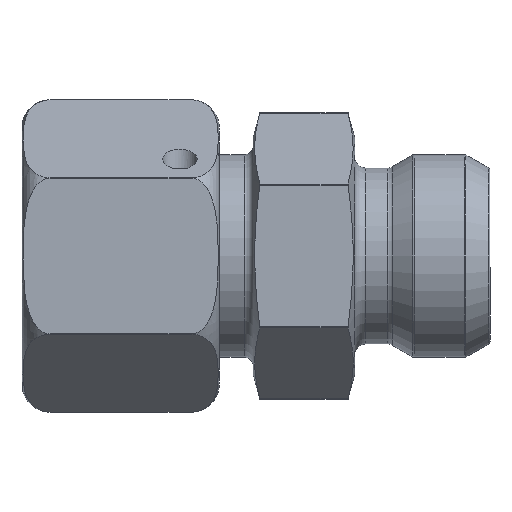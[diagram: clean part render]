
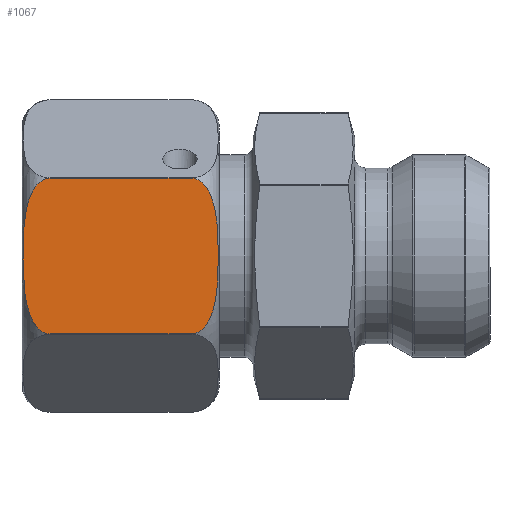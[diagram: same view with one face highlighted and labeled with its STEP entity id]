
A CAD part, front view. The second image highlights one B-rep face of the part: STEP entity #1067.
In plain terms, the highlighted planar face has unit normal (0, -1, 0).
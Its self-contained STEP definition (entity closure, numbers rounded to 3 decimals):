
#803=PLANE('',#5444);
#1067=ADVANCED_FACE('',(#1326),#803,.F.);
#1326=FACE_OUTER_BOUND('',#1664,.T.);
#1664=EDGE_LOOP('',(#2734,#2735,#2736,#2737));
#2095=B_SPLINE_CURVE_WITH_KNOTS('',3,(#8027,#8028,#8029,#8030,#8031,#8032,
#8033,#8034,#8035,#8036,#8037,#8038,#8039,#8040),.UNSPECIFIED.,.F.,.F.,
(4,2,2,2,2,2,4),(0.,0.125,0.25,0.5,0.75,0.875,1.),.UNSPECIFIED.);
#2101=B_SPLINE_CURVE_WITH_KNOTS('',3,(#8166,#8167,#8168,#8169,#8170,#8171,
#8172,#8173,#8174,#8175,#8176,#8177,#8178,#8179),.UNSPECIFIED.,.F.,.F.,
(4,2,2,2,2,2,4),(0.,0.125,0.25,0.5,0.75,0.875,1.),.UNSPECIFIED.);
#2734=ORIENTED_EDGE('',*,*,#4458,.T.);
#2735=ORIENTED_EDGE('',*,*,#4443,.T.);
#2736=ORIENTED_EDGE('',*,*,#4455,.T.);
#2737=ORIENTED_EDGE('',*,*,#4473,.T.);
#3950=VERTEX_POINT('',#8041);
#3951=VERTEX_POINT('',#8042);
#3962=VERTEX_POINT('',#8131);
#3964=VERTEX_POINT('',#8137);
#4443=EDGE_CURVE('',#3950,#3951,#2095,.T.);
#4455=EDGE_CURVE('',#3951,#3962,#4887,.T.);
#4458=EDGE_CURVE('',#3964,#3950,#4889,.T.);
#4473=EDGE_CURVE('',#3962,#3964,#2101,.T.);
#4887=LINE('',#8130,#5098);
#4889=LINE('',#8136,#5100);
#5098=VECTOR('',#5863,1.);
#5100=VECTOR('',#5869,1.);
#5444=AXIS2_PLACEMENT_3D('',#8304,#5948,#5949);
#5863=DIRECTION('',(1.,0.,0.));
#5869=DIRECTION('',(-1.,0.,0.));
#5948=DIRECTION('',(0.,1.,0.));
#5949=DIRECTION('',(0.,0.,1.));
#8027=CARTESIAN_POINT('',(2.5,-12.,6.911));
#8028=CARTESIAN_POINT('',(1.83,-12.,6.911));
#8029=CARTESIAN_POINT('',(1.29,-12.,6.364));
#8030=CARTESIAN_POINT('',(0.646,-12.,5.214));
#8031=CARTESIAN_POINT('',(0.469,-12.,4.565));
#8032=CARTESIAN_POINT('',(0.114,-12.,2.638));
#8033=CARTESIAN_POINT('',(0.087,-12.,1.317));
#8034=CARTESIAN_POINT('',(0.086,-12.,-1.312));
#8035=CARTESIAN_POINT('',(0.112,-12.,-2.618));
#8036=CARTESIAN_POINT('',(0.465,-12.,-4.547));
#8037=CARTESIAN_POINT('',(0.64,-12.,-5.201));
#8038=CARTESIAN_POINT('',(1.285,-12.,-6.359));
#8039=CARTESIAN_POINT('',(1.829,-12.,-6.911));
#8040=CARTESIAN_POINT('',(2.5,-12.,-6.911));
#8041=CARTESIAN_POINT('',(2.5,-12.,6.911));
#8042=CARTESIAN_POINT('',(2.5,-12.,-6.911));
#8130=CARTESIAN_POINT('',(0.,-12.,-6.911));
#8131=CARTESIAN_POINT('',(15.,-12.,-6.911));
#8136=CARTESIAN_POINT('',(0.,-12.,6.911));
#8137=CARTESIAN_POINT('',(15.,-12.,6.911));
#8166=CARTESIAN_POINT('',(15.,-12.,-6.911));
#8167=CARTESIAN_POINT('',(15.67,-12.,-6.911));
#8168=CARTESIAN_POINT('',(16.21,-12.,-6.364));
#8169=CARTESIAN_POINT('',(16.854,-12.,-5.214));
#8170=CARTESIAN_POINT('',(17.031,-12.,-4.565));
#8171=CARTESIAN_POINT('',(17.386,-12.,-2.638));
#8172=CARTESIAN_POINT('',(17.413,-12.,-1.317));
#8173=CARTESIAN_POINT('',(17.414,-12.,1.312));
#8174=CARTESIAN_POINT('',(17.388,-12.,2.618));
#8175=CARTESIAN_POINT('',(17.035,-12.,4.547));
#8176=CARTESIAN_POINT('',(16.86,-12.,5.201));
#8177=CARTESIAN_POINT('',(16.215,-12.,6.359));
#8178=CARTESIAN_POINT('',(15.671,-12.,6.911));
#8179=CARTESIAN_POINT('',(15.,-12.,6.911));
#8304=CARTESIAN_POINT('',(25.,-12.,6.928));
